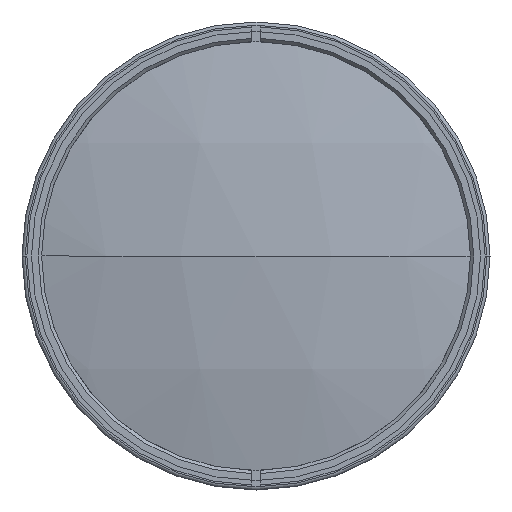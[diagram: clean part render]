
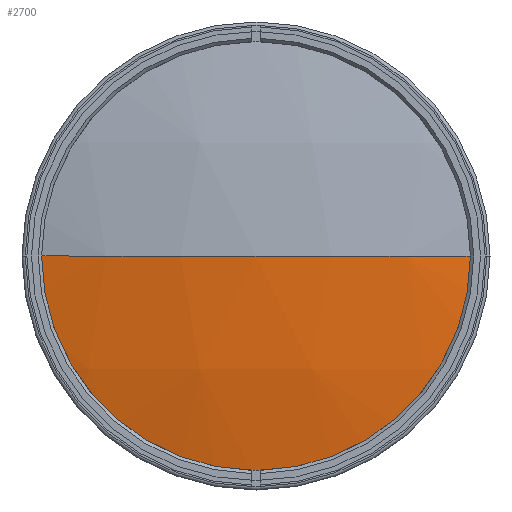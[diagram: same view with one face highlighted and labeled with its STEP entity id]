
A CAD part, left-side view. The second image highlights one B-rep face of the part: STEP entity #2700.
In plain terms, the highlighted spherical face has radius 300.64 mm.
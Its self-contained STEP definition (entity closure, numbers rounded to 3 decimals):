
#36 = DIRECTION ( 'NONE',  ( 0., 0., -1. ) ) ;
#270 = AXIS2_PLACEMENT_3D ( 'NONE', #2666, #36, #1336 ) ;
#636 = CARTESIAN_POINT ( 'NONE',  ( -270.092, -68.5, 0. ) ) ;
#681 = CARTESIAN_POINT ( 'NONE',  ( -270.092, 68.5, 0. ) ) ;
#783 = CARTESIAN_POINT ( 'NONE',  ( -270.092, 0., 0. ) ) ;
#1291 = ORIENTED_EDGE ( 'NONE', *, *, #4066, .T. ) ;
#1336 = DIRECTION ( 'NONE',  ( 0., 1., 0. ) ) ;
#1491 = DIRECTION ( 'NONE',  ( 0., 1., 0. ) ) ;
#1642 = VERTEX_POINT ( 'NONE', #636 ) ;
#1772 = DIRECTION ( 'NONE',  ( 0., 0., 1. ) ) ;
#1823 = EDGE_CURVE ( 'NONE', #1642, #4211, #2103, .T. ) ;
#2028 = DIRECTION ( 'NONE',  ( 0., -1., 0. ) ) ;
#2090 = CARTESIAN_POINT ( 'NONE',  ( 22.64, 0., 0. ) ) ;
#2103 = CIRCLE ( 'NONE', #270, 300.64 ) ;
#2451 = AXIS2_PLACEMENT_3D ( 'NONE', #783, #3861, #1772 ) ;
#2519 = AXIS2_PLACEMENT_3D ( 'NONE', #3447, #3097, #1491 ) ;
#2537 = EDGE_CURVE ( 'NONE', #3954, #4211, #2851, .T. ) ;
#2666 = CARTESIAN_POINT ( 'NONE',  ( 22.64, 0., 0. ) ) ;
#2700 = ADVANCED_FACE ( 'NONE', ( #2797 ), #4146, .T. ) ;
#2793 = CIRCLE ( 'NONE', #2451, 68.5 ) ;
#2797 = FACE_OUTER_BOUND ( 'NONE', #3412, .T. ) ;
#2851 = CIRCLE ( 'NONE', #3749, 300.64 ) ;
#2857 = ORIENTED_EDGE ( 'NONE', *, *, #2537, .F. ) ;
#2899 = CARTESIAN_POINT ( 'NONE',  ( -278., 0., 0. ) ) ;
#3052 = DIRECTION ( 'NONE',  ( 0., 0., 1. ) ) ;
#3097 = DIRECTION ( 'NONE',  ( 0., 0., -1. ) ) ;
#3148 = ORIENTED_EDGE ( 'NONE', *, *, #1823, .T. ) ;
#3412 = EDGE_LOOP ( 'NONE', ( #1291, #3148, #2857 ) ) ;
#3447 = CARTESIAN_POINT ( 'NONE',  ( 22.64, 0., 0. ) ) ;
#3749 = AXIS2_PLACEMENT_3D ( 'NONE', #2090, #3052, #2028 ) ;
#3861 = DIRECTION ( 'NONE',  ( -1., 0., 0. ) ) ;
#3954 = VERTEX_POINT ( 'NONE', #681 ) ;
#4066 = EDGE_CURVE ( 'NONE', #3954, #1642, #2793, .T. ) ;
#4146 = SPHERICAL_SURFACE ( 'NONE', #2519, 300.64 ) ;
#4211 = VERTEX_POINT ( 'NONE', #2899 ) ;
